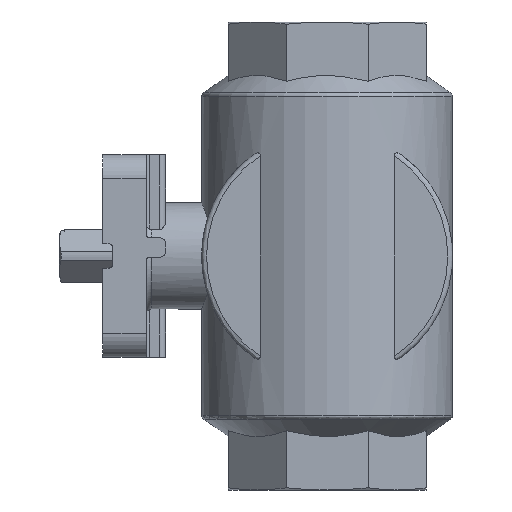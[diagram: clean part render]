
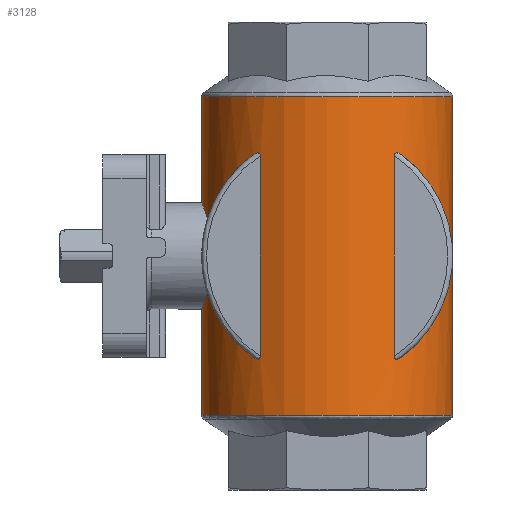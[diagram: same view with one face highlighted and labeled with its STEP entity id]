
A CAD part, left-side view. The second image highlights one B-rep face of the part: STEP entity #3128.
In plain terms, the highlighted cylindrical face has radius 26 mm (diameter 52 mm), a full revolution.
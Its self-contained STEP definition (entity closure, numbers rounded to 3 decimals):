
#23=ELLIPSE('',#3411,36.77,26.);
#24=ELLIPSE('',#3412,36.77,26.);
#25=ELLIPSE('',#3413,36.77,26.);
#26=ELLIPSE('',#3414,36.77,26.);
#27=ELLIPSE('',#3415,36.77,26.);
#28=ELLIPSE('',#3416,36.77,26.);
#146=B_SPLINE_CURVE_WITH_KNOTS('',3,(#4933,#4934,#4935,#4936,#4937,#4938,
#4939),.UNSPECIFIED.,.F.,.F.,(4,1,1,1,4),(0.026,0.03,
0.035,0.039,0.043),.UNSPECIFIED.);
#148=B_SPLINE_CURVE_WITH_KNOTS('',3,(#4950,#4951,#4952,#4953,#4954,#4955,
#4956,#4957),.UNSPECIFIED.,.F.,.F.,(4,1,1,1,1,4),(0.061,0.065,
0.067,0.07,0.074,0.078),
 .UNSPECIFIED.);
#169=B_SPLINE_CURVE_WITH_KNOTS('',3,(#5144,#5145,#5146,#5147,#5148,#5149,
#5150),.UNSPECIFIED.,.F.,.F.,(4,1,1,1,4),(0.,0.001,
0.001,0.002,0.002),
 .UNSPECIFIED.);
#170=B_SPLINE_CURVE_WITH_KNOTS('',3,(#5154,#5155,#5156,#5157,#5158,#5159,
#5160),.UNSPECIFIED.,.F.,.F.,(4,1,1,1,4),(0.003,0.004,
0.004,0.005,0.005),
 .UNSPECIFIED.);
#171=B_SPLINE_CURVE_WITH_KNOTS('',3,(#5167,#5168,#5169,#5170,#5171,#5172,
#5173),.UNSPECIFIED.,.F.,.F.,(4,1,1,1,4),(0.,0.001,
0.001,0.002,0.002),
 .UNSPECIFIED.);
#172=B_SPLINE_CURVE_WITH_KNOTS('',3,(#5177,#5178,#5179,#5180,#5181,#5182,
#5183),.UNSPECIFIED.,.F.,.F.,(4,1,1,1,4),(0.003,0.004,
0.004,0.005,0.005),
 .UNSPECIFIED.);
#415=LINE('',#5152,#590);
#416=LINE('',#5175,#591);
#590=VECTOR('',#3975,1000.);
#591=VECTOR('',#3982,1000.);
#952=ORIENTED_EDGE('',*,*,#1850,.F.);
#953=ORIENTED_EDGE('',*,*,#1796,.F.);
#954=ORIENTED_EDGE('',*,*,#1851,.F.);
#955=ORIENTED_EDGE('',*,*,#1852,.T.);
#956=ORIENTED_EDGE('',*,*,#1853,.F.);
#957=ORIENTED_EDGE('',*,*,#1854,.T.);
#958=ORIENTED_EDGE('',*,*,#1855,.F.);
#959=ORIENTED_EDGE('',*,*,#1794,.F.);
#960=ORIENTED_EDGE('',*,*,#1856,.F.);
#961=ORIENTED_EDGE('',*,*,#1857,.F.);
#962=ORIENTED_EDGE('',*,*,#1858,.T.);
#963=ORIENTED_EDGE('',*,*,#1859,.F.);
#964=ORIENTED_EDGE('',*,*,#1860,.T.);
#965=ORIENTED_EDGE('',*,*,#1861,.F.);
#966=ORIENTED_EDGE('',*,*,#1862,.F.);
#967=ORIENTED_EDGE('',*,*,#1863,.T.);
#1794=EDGE_CURVE('',#2234,#2235,#146,.T.);
#1796=EDGE_CURVE('',#2236,#2237,#148,.T.);
#1850=EDGE_CURVE('',#2280,#2280,#2496,.T.);
#1851=EDGE_CURVE('',#2281,#2236,#23,.T.);
#1852=EDGE_CURVE('',#2281,#2282,#169,.T.);
#1853=EDGE_CURVE('',#2283,#2282,#415,.F.);
#1854=EDGE_CURVE('',#2283,#2284,#170,.T.);
#1855=EDGE_CURVE('',#2235,#2284,#24,.F.);
#1856=EDGE_CURVE('',#2285,#2234,#25,.F.);
#1857=EDGE_CURVE('',#2286,#2285,#26,.F.);
#1858=EDGE_CURVE('',#2286,#2287,#171,.T.);
#1859=EDGE_CURVE('',#2288,#2287,#416,.T.);
#1860=EDGE_CURVE('',#2288,#2289,#172,.T.);
#1861=EDGE_CURVE('',#2285,#2289,#27,.T.);
#1862=EDGE_CURVE('',#2237,#2285,#28,.T.);
#1863=EDGE_CURVE('',#2290,#2290,#2497,.T.);
#2234=VERTEX_POINT('',#4940);
#2235=VERTEX_POINT('',#4941);
#2236=VERTEX_POINT('',#4949);
#2237=VERTEX_POINT('',#4958);
#2280=VERTEX_POINT('',#5141);
#2281=VERTEX_POINT('',#5143);
#2282=VERTEX_POINT('',#5151);
#2283=VERTEX_POINT('',#5153);
#2284=VERTEX_POINT('',#5161);
#2285=VERTEX_POINT('',#5164);
#2286=VERTEX_POINT('',#5166);
#2287=VERTEX_POINT('',#5174);
#2288=VERTEX_POINT('',#5176);
#2289=VERTEX_POINT('',#5184);
#2290=VERTEX_POINT('',#5188);
#2496=CIRCLE('',#3410,26.);
#2497=CIRCLE('',#3417,26.);
#2624=EDGE_LOOP('',(#952));
#2625=EDGE_LOOP('',(#953,#954,#955,#956,#957,#958,#959,#960,#961,#962,#963,
#964,#965,#966));
#2626=EDGE_LOOP('',(#967));
#2856=FACE_BOUND('',#2624,.T.);
#2857=FACE_BOUND('',#2625,.T.);
#2858=FACE_BOUND('',#2626,.T.);
#3051=CYLINDRICAL_SURFACE('',#3409,26.);
#3128=ADVANCED_FACE('',(#2856,#2857,#2858),#3051,.T.);
#3409=AXIS2_PLACEMENT_3D('',#5139,#3969,#3970);
#3410=AXIS2_PLACEMENT_3D('',#5140,#3971,#3972);
#3411=AXIS2_PLACEMENT_3D('',#5142,#3973,#3974);
#3412=AXIS2_PLACEMENT_3D('',#5162,#3976,#3977);
#3413=AXIS2_PLACEMENT_3D('',#5163,#3978,#3979);
#3414=AXIS2_PLACEMENT_3D('',#5165,#3980,#3981);
#3415=AXIS2_PLACEMENT_3D('',#5185,#3983,#3984);
#3416=AXIS2_PLACEMENT_3D('',#5186,#3985,#3986);
#3417=AXIS2_PLACEMENT_3D('',#5187,#3987,#3988);
#3969=DIRECTION('',(0.,0.,-1.));
#3970=DIRECTION('',(0.,1.,0.));
#3971=DIRECTION('',(0.,0.,-1.));
#3972=DIRECTION('',(0.,1.,0.));
#3973=DIRECTION('',(-0.707,0.,-0.707));
#3974=DIRECTION('',(0.707,0.,-0.707));
#3975=DIRECTION('',(0.,0.,-1.));
#3976=DIRECTION('',(0.707,0.,-0.707));
#3977=DIRECTION('',(-0.707,0.,-0.707));
#3978=DIRECTION('',(-0.707,0.,-0.707));
#3979=DIRECTION('',(0.707,0.,-0.707));
#3980=DIRECTION('',(0.707,0.,-0.707));
#3981=DIRECTION('',(-0.707,0.,-0.707));
#3982=DIRECTION('',(0.,0.,-1.));
#3983=DIRECTION('',(-0.707,0.,-0.707));
#3984=DIRECTION('',(0.707,0.,-0.707));
#3985=DIRECTION('',(0.707,0.,-0.707));
#3986=DIRECTION('',(-0.707,0.,-0.707));
#3987=DIRECTION('',(0.,0.,-1.));
#3988=DIRECTION('',(0.,1.,0.));
#4933=CARTESIAN_POINT('',(7.778,24.809,-7.778));
#4934=CARTESIAN_POINT('',(6.774,25.124,-8.782));
#4935=CARTESIAN_POINT('',(4.366,25.741,-10.407));
#4936=CARTESIAN_POINT('',(0.013,26.129,-11.295));
#4937=CARTESIAN_POINT('',(-4.357,25.744,-10.413));
#4938=CARTESIAN_POINT('',(-6.767,25.126,-8.789));
#4939=CARTESIAN_POINT('',(-7.778,24.809,-7.778));
#4940=CARTESIAN_POINT('',(7.778,24.809,-7.778));
#4941=CARTESIAN_POINT('',(-7.778,24.809,-7.778));
#4949=CARTESIAN_POINT('',(-7.778,24.809,7.778));
#4950=CARTESIAN_POINT('',(-7.778,24.809,7.778));
#4951=CARTESIAN_POINT('',(-6.768,25.126,8.788));
#4952=CARTESIAN_POINT('',(-4.959,25.587,10.002));
#4953=CARTESIAN_POINT('',(-2.193,25.937,10.853));
#4954=CARTESIAN_POINT('',(0.739,26.064,11.147));
#4955=CARTESIAN_POINT('',(4.364,25.742,10.409));
#4956=CARTESIAN_POINT('',(6.777,25.123,8.779));
#4957=CARTESIAN_POINT('',(7.778,24.809,7.778));
#4958=CARTESIAN_POINT('',(7.778,24.809,7.778));
#5139=CARTESIAN_POINT('',(0.,0.,-48.5));
#5140=CARTESIAN_POINT('',(0.,0.,-32.985));
#5141=CARTESIAN_POINT('',(0.,26.,-32.985));
#5142=CARTESIAN_POINT('',(0.,0.,0.));
#5143=CARTESIAN_POINT('',(-21.,15.33,21.));
#5144=CARTESIAN_POINT('',(-21.,15.33,21.));
#5145=CARTESIAN_POINT('',(-21.092,15.204,21.092));
#5146=CARTESIAN_POINT('',(-21.28,14.941,21.249));
#5147=CARTESIAN_POINT('',(-21.575,14.513,21.385));
#5148=CARTESIAN_POINT('',(-21.897,14.021,21.35));
#5149=CARTESIAN_POINT('',(-22.,13.856,20.99));
#5150=CARTESIAN_POINT('',(-22.,13.856,20.809));
#5151=CARTESIAN_POINT('',(-22.,13.856,20.809));
#5152=CARTESIAN_POINT('',(-22.,13.856,-48.5));
#5153=CARTESIAN_POINT('',(-22.,13.856,-20.809));
#5154=CARTESIAN_POINT('',(-22.,13.856,-20.809));
#5155=CARTESIAN_POINT('',(-22.,13.856,-20.991));
#5156=CARTESIAN_POINT('',(-21.897,14.022,-21.35));
#5157=CARTESIAN_POINT('',(-21.575,14.513,-21.384));
#5158=CARTESIAN_POINT('',(-21.281,14.939,-21.25));
#5159=CARTESIAN_POINT('',(-21.092,15.204,-21.092));
#5160=CARTESIAN_POINT('',(-21.,15.33,-21.));
#5161=CARTESIAN_POINT('',(-21.,15.33,-21.));
#5162=CARTESIAN_POINT('',(0.,0.,0.));
#5163=CARTESIAN_POINT('',(0.,0.,0.));
#5164=CARTESIAN_POINT('',(0.,-26.,0.));
#5165=CARTESIAN_POINT('',(0.,0.,0.));
#5166=CARTESIAN_POINT('',(-21.,-15.33,-21.));
#5167=CARTESIAN_POINT('',(-21.,-15.33,-21.));
#5168=CARTESIAN_POINT('',(-21.092,-15.204,-21.092));
#5169=CARTESIAN_POINT('',(-21.28,-14.941,-21.249));
#5170=CARTESIAN_POINT('',(-21.575,-14.513,-21.385));
#5171=CARTESIAN_POINT('',(-21.897,-14.021,-21.35));
#5172=CARTESIAN_POINT('',(-22.,-13.856,-20.99));
#5173=CARTESIAN_POINT('',(-22.,-13.856,-20.809));
#5174=CARTESIAN_POINT('',(-22.,-13.856,-20.809));
#5175=CARTESIAN_POINT('',(-22.,-13.856,-48.5));
#5176=CARTESIAN_POINT('',(-22.,-13.856,20.809));
#5177=CARTESIAN_POINT('',(-22.,-13.856,20.809));
#5178=CARTESIAN_POINT('',(-22.,-13.856,20.991));
#5179=CARTESIAN_POINT('',(-21.897,-14.022,21.35));
#5180=CARTESIAN_POINT('',(-21.575,-14.513,21.384));
#5181=CARTESIAN_POINT('',(-21.281,-14.939,21.25));
#5182=CARTESIAN_POINT('',(-21.092,-15.204,21.092));
#5183=CARTESIAN_POINT('',(-21.,-15.33,21.));
#5184=CARTESIAN_POINT('',(-21.,-15.33,21.));
#5185=CARTESIAN_POINT('',(0.,0.,0.));
#5186=CARTESIAN_POINT('',(0.,0.,0.));
#5187=CARTESIAN_POINT('',(0.,0.,32.985));
#5188=CARTESIAN_POINT('',(0.,26.,32.985));
